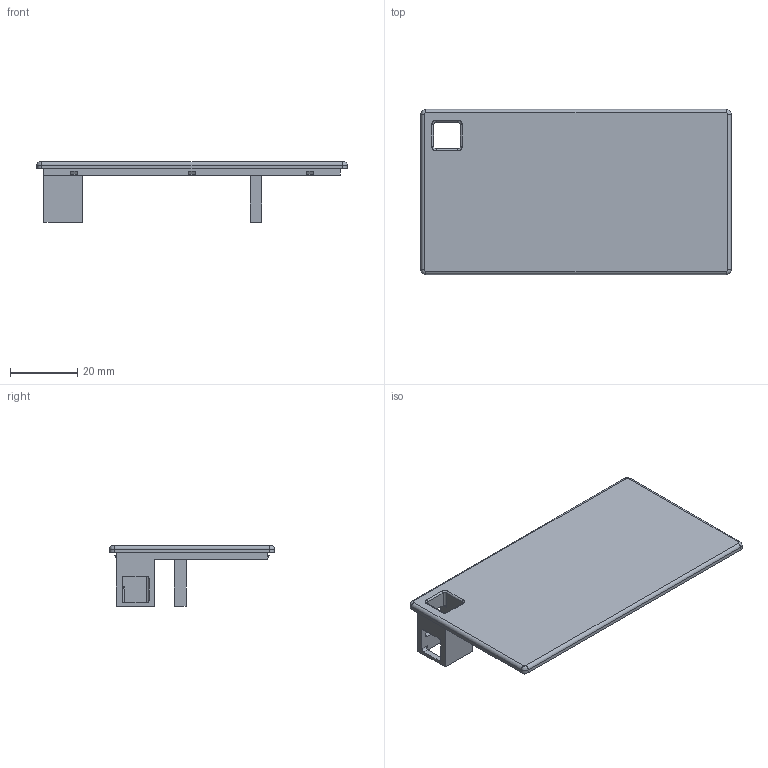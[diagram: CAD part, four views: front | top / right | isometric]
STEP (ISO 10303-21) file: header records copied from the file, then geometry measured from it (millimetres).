
FILE_DESCRIPTION(('FreeCAD Model'),'2;1');
FILE_NAME('Open CASCADE Shape Model','2024-12-06T20:49:56',(''),(''), 'Open CASCADE STEP processor 7.8','FreeCAD','Unknown');
FILE_SCHEMA(('AUTOMOTIVE_DESIGN { 1 0 10303 214 1 1 1 1 }'));
Length unit declared in the file: millimetre
Products named in the file (1): tampa
Bounding box: 92 x 49 x 18 mm (x, y, z)
Volume: 10665.3 mm3; surface area: 11627.8 mm2
Topology: 1 solids, 1 shells, 97 faces, 241 edges, 152 vertices
Faces by surface type: plane 58, cylinder 31, torus 4, revolution 4
Entity records: 2921 total; most frequent: CARTESIAN_POINT 531, DIRECTION 493, ORIENTED_EDGE 482, EDGE_CURVE 241, LINE 181, VECTOR 181, AXIS2_PLACEMENT_3D 154, VERTEX_POINT 152
